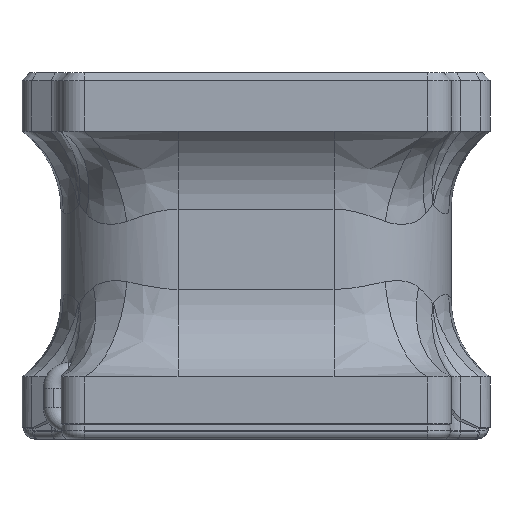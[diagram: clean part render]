
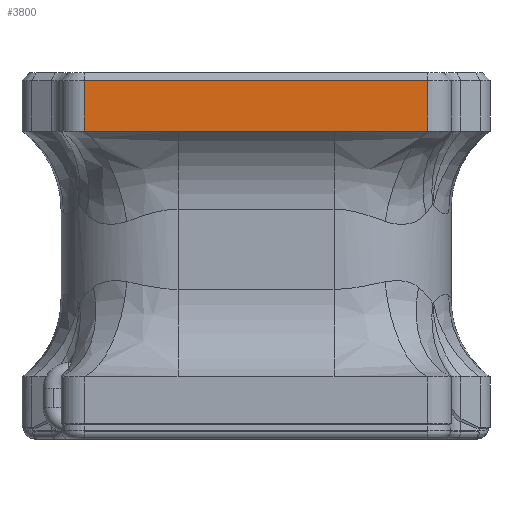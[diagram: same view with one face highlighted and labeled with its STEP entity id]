
A CAD part, left-side view. The second image highlights one B-rep face of the part: STEP entity #3800.
In plain terms, the highlighted planar face has unit normal (-1, 0, 0).
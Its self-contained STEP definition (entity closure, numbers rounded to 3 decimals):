
#1118 = EDGE_CURVE ( 'NONE', #10340, #21624, #21986, .T. ) ;
#1596 = VERTEX_POINT ( 'NONE', #17130 ) ;
#2229 = DIRECTION ( 'NONE',  ( 0., 1., 0. ) ) ;
#2917 = CARTESIAN_POINT ( 'NONE',  ( -2.8, 2.2, 3.95 ) ) ;
#3111 = CARTESIAN_POINT ( 'NONE',  ( -2.8, -2.2, 3.95 ) ) ;
#3379 = AXIS2_PLACEMENT_3D ( 'NONE', #15950, #20053, #10370 ) ;
#3800 = ADVANCED_FACE ( 'NONE', ( #23037 ), #19166, .F. ) ;
#3889 = EDGE_CURVE ( 'NONE', #1596, #20987, #8204, .T. ) ;
#3957 = VECTOR ( 'NONE', #18513, 1000. ) ;
#4041 = LINE ( 'NONE', #11844, #10731 ) ;
#4363 = DIRECTION ( 'NONE',  ( 0., 1., 0. ) ) ;
#4496 = CARTESIAN_POINT ( 'NONE',  ( -2.8, -3., 3.95 ) ) ;
#6181 = LINE ( 'NONE', #8241, #11572 ) ;
#6713 = EDGE_CURVE ( 'NONE', #20987, #14725, #6181, .T. ) ;
#6746 = EDGE_CURVE ( 'NONE', #20005, #10340, #4041, .T. ) ;
#7994 = LINE ( 'NONE', #12210, #19607 ) ;
#8204 = LINE ( 'NONE', #16318, #11129 ) ;
#8241 = CARTESIAN_POINT ( 'NONE',  ( -2.8, -3., 3.95 ) ) ;
#9504 = ORIENTED_EDGE ( 'NONE', *, *, #21035, .F. ) ;
#10340 = VERTEX_POINT ( 'NONE', #18991 ) ;
#10370 = DIRECTION ( 'NONE',  ( 0., 1., 0. ) ) ;
#10731 = VECTOR ( 'NONE', #21912, 1000. ) ;
#11129 = VECTOR ( 'NONE', #4363, 1000. ) ;
#11533 = CARTESIAN_POINT ( 'NONE',  ( -2.8, 2.2, 4.6 ) ) ;
#11572 = VECTOR ( 'NONE', #2229, 1000. ) ;
#11844 = CARTESIAN_POINT ( 'NONE',  ( -2.8, -2.2, 4.7 ) ) ;
#11927 = DIRECTION ( 'NONE',  ( 0., 1., 0. ) ) ;
#12210 = CARTESIAN_POINT ( 'NONE',  ( -2.8, 2.2, 4.7 ) ) ;
#12244 = EDGE_LOOP ( 'NONE', ( #23532, #18019, #19461, #14221, #24463, #9504 ) ) ;
#14221 = ORIENTED_EDGE ( 'NONE', *, *, #6713, .F. ) ;
#14725 = VERTEX_POINT ( 'NONE', #2917 ) ;
#15148 = VECTOR ( 'NONE', #11927, 1000. ) ;
#15950 = CARTESIAN_POINT ( 'NONE',  ( -2.8, 3., 4.7 ) ) ;
#16318 = CARTESIAN_POINT ( 'NONE',  ( -2.8, -3., 3.95 ) ) ;
#16466 = CARTESIAN_POINT ( 'NONE',  ( -2.8, 1., 3.95 ) ) ;
#17130 = CARTESIAN_POINT ( 'NONE',  ( -2.8, -1., 3.95 ) ) ;
#18019 = ORIENTED_EDGE ( 'NONE', *, *, #1118, .T. ) ;
#18513 = DIRECTION ( 'NONE',  ( 0., 1., 0. ) ) ;
#18991 = CARTESIAN_POINT ( 'NONE',  ( -2.8, -2.2, 4.6 ) ) ;
#19166 = PLANE ( 'NONE',  #3379 ) ;
#19461 = ORIENTED_EDGE ( 'NONE', *, *, #21606, .T. ) ;
#19607 = VECTOR ( 'NONE', #23976, 1000. ) ;
#19721 = CARTESIAN_POINT ( 'NONE',  ( -2.8, 2.2, 4.6 ) ) ;
#20005 = VERTEX_POINT ( 'NONE', #3111 ) ;
#20053 = DIRECTION ( 'NONE',  ( 1., 0., 0. ) ) ;
#20987 = VERTEX_POINT ( 'NONE', #16466 ) ;
#21035 = EDGE_CURVE ( 'NONE', #20005, #1596, #24326, .T. ) ;
#21606 = EDGE_CURVE ( 'NONE', #21624, #14725, #7994, .T. ) ;
#21624 = VERTEX_POINT ( 'NONE', #19721 ) ;
#21912 = DIRECTION ( 'NONE',  ( 0., 0., 1. ) ) ;
#21986 = LINE ( 'NONE', #11533, #15148 ) ;
#23037 = FACE_OUTER_BOUND ( 'NONE', #12244, .T. ) ;
#23532 = ORIENTED_EDGE ( 'NONE', *, *, #6746, .T. ) ;
#23976 = DIRECTION ( 'NONE',  ( 0., 0., -1. ) ) ;
#24326 = LINE ( 'NONE', #4496, #3957 ) ;
#24463 = ORIENTED_EDGE ( 'NONE', *, *, #3889, .F. ) ;
